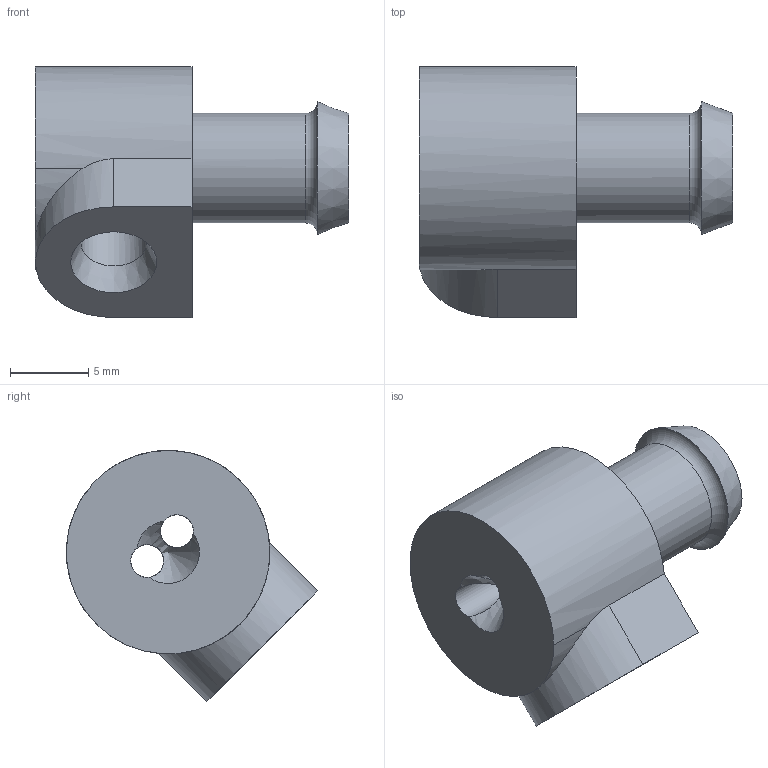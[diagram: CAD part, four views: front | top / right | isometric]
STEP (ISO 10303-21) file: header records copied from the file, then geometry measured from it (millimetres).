
FILE_DESCRIPTION(/* description */ (''),/* implementation_level */ '2;1');
FILE_NAME(/* name */ 'linear_pressure_cap.stp',/* time_stamp */ '2025-03-11T12:04:18Z',/* author */ ('diogo'),/* organization */ (''),/* preprocessor_version */ 'ST-DEVELOPER v19.2',/* originating_system */ 'Autodesk Inventor 2024',/* authorisation */ '');
FILE_SCHEMA (('AP203_CONFIGURATION_CONTROLLED_3D_DESIGN_OF_MECHANICAL_PARTS_AND_ASSEMBLIES_MIM_LF { 1 0 10303 203 3 1 4 }','AUTOMOTIVE_DESIGN { 1 0 10303 214 3 1 1 }'));
Length unit declared in the file: millimetre
Products named in the file (1): Extremidade_Carril
Bounding box: 20 x 16.04 x 16.04 mm (x, y, z)
Volume: 1464.8 mm3; surface area: 1669.8 mm2
Topology: 1 solids, 1 shells, 32 faces, 92 edges, 60 vertices
Faces by surface type: plane 15, cylinder 12, cone 4, torus 1
Full cylindrical faces by diameter (mm): 2.1 x2, 4.2 x1, 7 x1
Entity records: 1198 total; most frequent: CARTESIAN_POINT 287, DIRECTION 187, ORIENTED_EDGE 182, EDGE_CURVE 91, AXIS2_PLACEMENT_3D 72, VERTEX_POINT 60, LINE 43, VECTOR 43
